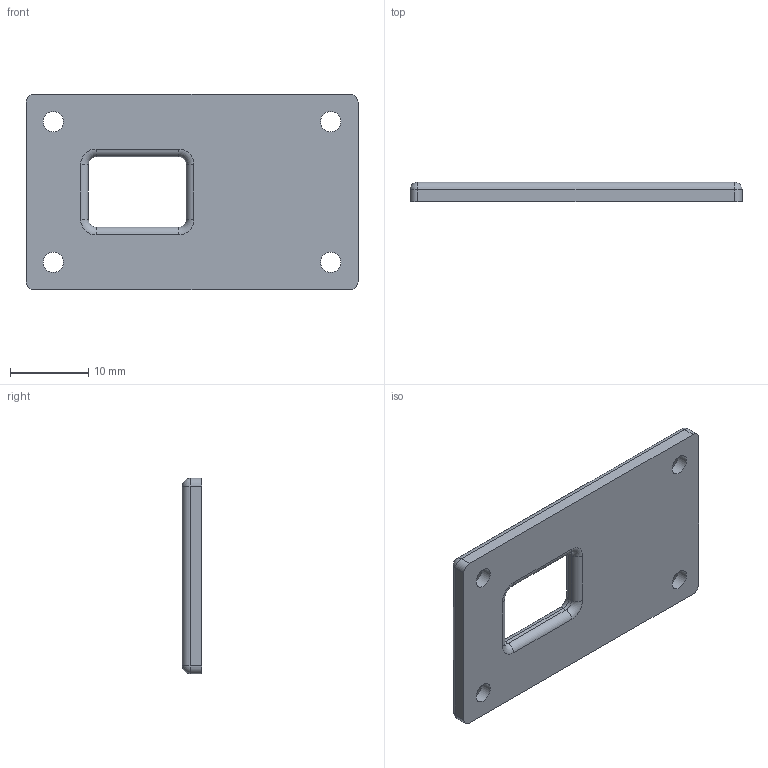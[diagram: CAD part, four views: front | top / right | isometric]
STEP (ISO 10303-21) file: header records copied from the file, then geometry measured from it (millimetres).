
FILE_DESCRIPTION(/* description */ (''),/* implementation_level */ '2;1');
FILE_NAME(/* name */ 'крышка корпус.stp',/* time_stamp */ '2023-02-19T00:36:39+03:00',/* author */ ('Tasya'),/* organization */ (''),/* preprocessor_version */ 'ST-DEVELOPER v18.1',/* originating_system */ 'Autodesk Inventor 2021',/* authorisation */ '');
FILE_SCHEMA (('AUTOMOTIVE_DESIGN { 1 0 10303 214 3 1 1 }'));
Length unit declared in the file: millimetre
Products named in the file (1): крышка корпус
Bounding box: 42.5 x 2.5 x 25 mm (x, y, z)
Volume: 2254.8 mm3; surface area: 2269.5 mm2
Topology: 1 solids, 1 shells, 50 faces, 120 edges, 72 vertices
Faces by surface type: cylinder 24, plane 10, torus 8, sphere 4, cone 4
Full cylindrical faces by diameter (mm): 2.6 x4
Entity records: 1521 total; most frequent: DIRECTION 290, CARTESIAN_POINT 243, ORIENTED_EDGE 240, EDGE_CURVE 120, AXIS2_PLACEMENT_3D 119, VERTEX_POINT 72, CIRCLE 68, EDGE_LOOP 60
